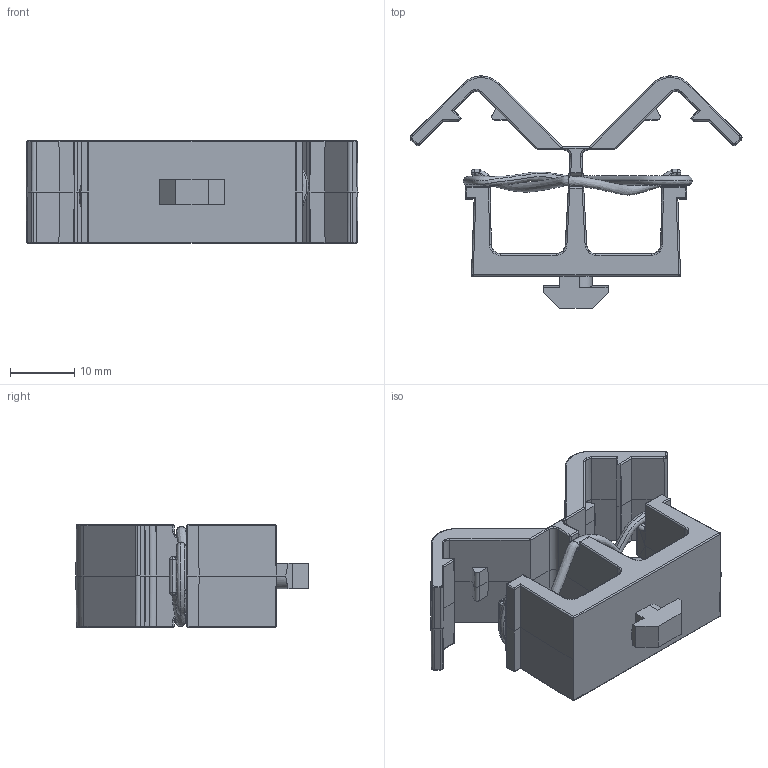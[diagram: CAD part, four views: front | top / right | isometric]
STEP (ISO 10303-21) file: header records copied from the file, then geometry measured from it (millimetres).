
FILE_DESCRIPTION (( 'STEP AP214' ), '1' );
FILE_NAME ('02_3D_Step_Files093407n05.step', '2023-03-25T08:34:51', ( '' ), ( '' ), 'SwSTEP 2.0', 'SolidWorks 2022', '' );
FILE_SCHEMA (( 'AUTOMOTIVE_DESIGN' ));
Length unit declared in the file: millimetre
Products named in the file (3): 093407N05_093 407 n05; 02_3D_Step_Files093407n05; 23x1.5_O
Assembly tree (2 placements, depth 2):
  02_3D_Step_Files093407n05
    093407N05_093 407 n05
    23x1.5_O
Bounding box: 51.73 x 36.2 x 16 mm (x, y, z)
Volume: 6337.5 mm3; surface area: 5895.8 mm2
Topology: 2 solids, 2 shells, 450 faces, 1047 edges, 580 vertices
Faces by surface type: cylinder 185, plane 128, bspline 87, sphere 38, torus 8, cone 4
Entity records: 14089 total; most frequent: CARTESIAN_POINT 4941, ORIENTED_EDGE 2054, DIRECTION 1748, EDGE_CURVE 1027, AXIS2_PLACEMENT_3D 622, VERTEX_POINT 580, VECTOR 504, LINE 504
